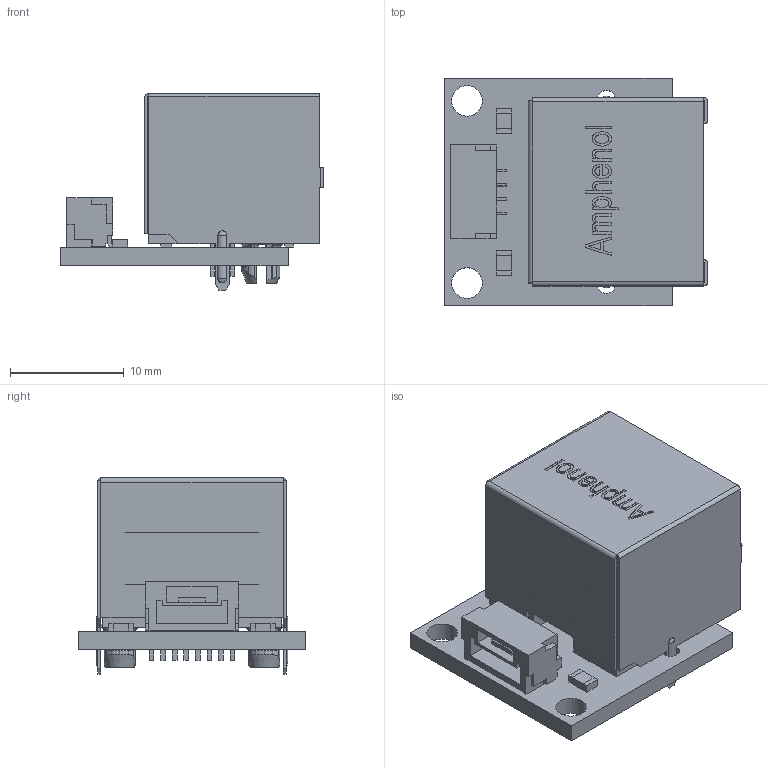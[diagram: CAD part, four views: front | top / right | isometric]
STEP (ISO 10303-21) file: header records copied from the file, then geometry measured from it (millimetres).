
FILE_DESCRIPTION(('Open CASCADE Model'),'2;1');
FILE_NAME('Open CASCADE Shape Model','2021-01-10T13:19:48',('Author'),( 'Open CASCADE'),'Open CASCADE STEP processor 6.8','Open CASCADE 6.8' ,'Unknown');
FILE_SCHEMA(('AUTOMOTIVE_DESIGN { 1 0 10303 214 1 1 1 1 }'));
Length unit declared in the file: millimetre
Products named in the file (13): PCB; BoardEthernet_Adapter; Open CASCADE STEP translator 6.8 1.1.1; R2Ethernet_Adapter; 6037351120; Extruded; 6037356480; R1Ethernet_Adapter; J1Ethernet_Adapter; M-RJHSE-5E80-REVT1_RGB8421504; J2Ethernet_Adapter; SM04B-GHS-TB
Assembly tree (16 placements, depth 4):
  PCB
    BoardEthernet_Adapter
      Open CASCADE STEP translator 6.8 1.1.1
    R2Ethernet_Adapter
      6037351120  x2
        Extruded
      6037356480
        Extruded
    R1Ethernet_Adapter
      6037351120  x2
        Extruded
      6037356480
        Extruded
    J1Ethernet_Adapter
      M-RJHSE-5E80-REVT1_RGB8421504
    J2Ethernet_Adapter
      SM04B-GHS-TB
Bounding box: 23.13 x 20 x 17.25 mm (x, y, z)
Volume: 2807.9 mm3; surface area: 5175.3 mm2
Topology: 10 solids, 10 shells, 1066 faces, 2985 edges, 1969 vertices
Faces by surface type: plane 739, cylinder 175, bspline 144, cone 8
Full cylindrical faces by diameter (mm): 0.889 x8, 1.57 x2, 2.7 x2, 3.25 x2
Entity records: 49861 total; most frequent: CARTESIAN_POINT 15475, ORIENTED_EDGE 5850, DIRECTION 4198, EDGE_CURVE 2925, LINE 2080, VECTOR 2080, VERTEX_POINT 1937, FACE_BOUND 1138
